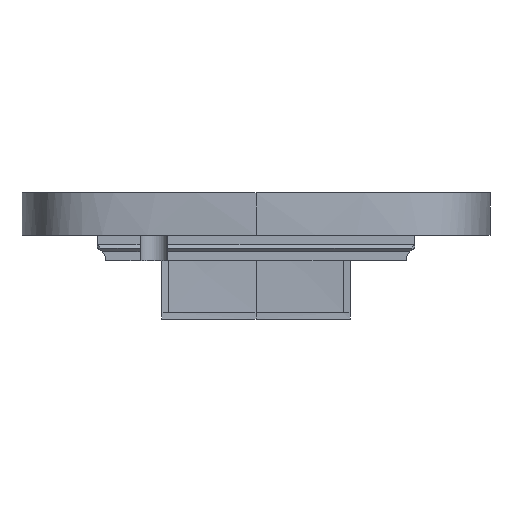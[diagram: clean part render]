
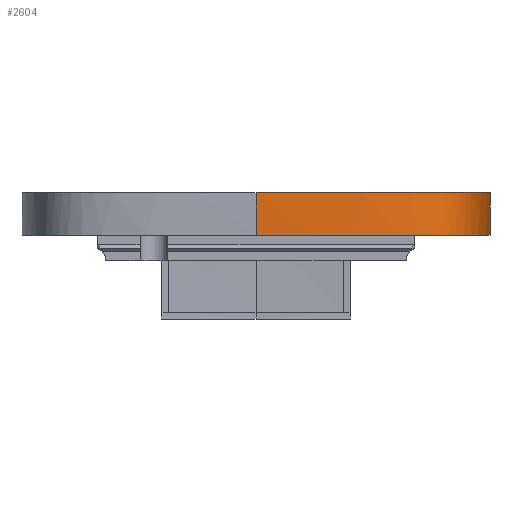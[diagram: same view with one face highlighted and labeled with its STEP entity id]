
A CAD part, front view. The second image highlights one B-rep face of the part: STEP entity #2604.
In plain terms, the highlighted free-form (B-spline) face has degree [2, 1] with [3, 2] control points.
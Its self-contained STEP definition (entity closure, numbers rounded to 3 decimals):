
#23=(
BOUNDED_SURFACE()
B_SPLINE_SURFACE(2,1,((#4634,#4635),(#4636,#4637),(#4638,#4639)),
 .UNSPECIFIED.,.F.,.F.,.F.)
B_SPLINE_SURFACE_WITH_KNOTS((3,3),(2,2),(-9.494,0.),(-0.6,0.4),
 .UNSPECIFIED.)
GEOMETRIC_REPRESENTATION_ITEM()
RATIONAL_B_SPLINE_SURFACE(((1.,1.),(2.333,2.333),
(1.,1.)))
REPRESENTATION_ITEM('')
SURFACE()
);
#103=(
BOUNDED_CURVE()
B_SPLINE_CURVE(2,(#3614,#3615,#3616),.UNSPECIFIED.,.F.,.F.)
B_SPLINE_CURVE_WITH_KNOTS((3,3),(0.,9.494),.UNSPECIFIED.)
CURVE()
GEOMETRIC_REPRESENTATION_ITEM()
RATIONAL_B_SPLINE_CURVE((1.,2.333,1.))
REPRESENTATION_ITEM('')
);
#122=(
BOUNDED_CURVE()
B_SPLINE_CURVE(2,(#4517,#4518,#4519),.UNSPECIFIED.,.F.,.F.)
B_SPLINE_CURVE_WITH_KNOTS((3,3),(-9.494,0.),.UNSPECIFIED.)
CURVE()
GEOMETRIC_REPRESENTATION_ITEM()
RATIONAL_B_SPLINE_CURVE((1.,2.333,1.))
REPRESENTATION_ITEM('')
);
#358=FACE_OUTER_BOUND('',#528,.T.);
#528=EDGE_LOOP('',(#2423,#2424,#2425,#2426));
#853=LINE('',#4633,#1063);
#854=LINE('',#4640,#1064);
#1063=VECTOR('',#3548,10.);
#1064=VECTOR('',#3549,10.);
#1090=VERTEX_POINT('',#3609);
#1091=VERTEX_POINT('',#3613);
#1285=VERTEX_POINT('',#4512);
#1286=VERTEX_POINT('',#4516);
#1333=EDGE_CURVE('',#1090,#1091,#103,.T.);
#1633=EDGE_CURVE('',#1285,#1286,#122,.T.);
#1681=EDGE_CURVE('',#1286,#1090,#853,.T.);
#1682=EDGE_CURVE('',#1091,#1285,#854,.T.);
#2423=ORIENTED_EDGE('',*,*,#1681,.F.);
#2424=ORIENTED_EDGE('',*,*,#1633,.F.);
#2425=ORIENTED_EDGE('',*,*,#1682,.F.);
#2426=ORIENTED_EDGE('',*,*,#1333,.F.);
#2604=ADVANCED_FACE('',(#358),#23,.T.);
#3548=DIRECTION('',(0.,0.,-1.));
#3549=DIRECTION('',(0.,0.,1.));
#3609=CARTESIAN_POINT('',(55.,0.,134.));
#3613=CARTESIAN_POINT('',(0.,-55.,134.));
#3614=CARTESIAN_POINT('Ctrl Pts',(55.,0.,134.));
#3615=CARTESIAN_POINT('Ctrl Pts',(55.,-55.,134.));
#3616=CARTESIAN_POINT('Ctrl Pts',(0.,-55.,134.));
#4512=CARTESIAN_POINT('',(0.,-55.,144.));
#4516=CARTESIAN_POINT('',(55.,0.,144.));
#4517=CARTESIAN_POINT('Ctrl Pts',(0.,-55.,144.));
#4518=CARTESIAN_POINT('Ctrl Pts',(55.,-55.,144.));
#4519=CARTESIAN_POINT('Ctrl Pts',(55.,0.,144.));
#4633=CARTESIAN_POINT('',(55.,0.,140.));
#4634=CARTESIAN_POINT('Ctrl Pts',(0.,-55.,134.));
#4635=CARTESIAN_POINT('Ctrl Pts',(0.,-55.,144.));
#4636=CARTESIAN_POINT('Ctrl Pts',(55.,-55.,134.));
#4637=CARTESIAN_POINT('Ctrl Pts',(55.,-55.,144.));
#4638=CARTESIAN_POINT('Ctrl Pts',(55.,0.,134.));
#4639=CARTESIAN_POINT('Ctrl Pts',(55.,0.,144.));
#4640=CARTESIAN_POINT('',(0.,-55.,140.));
